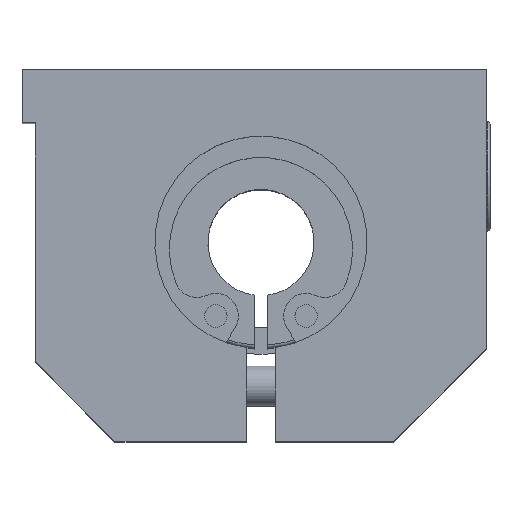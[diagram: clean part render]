
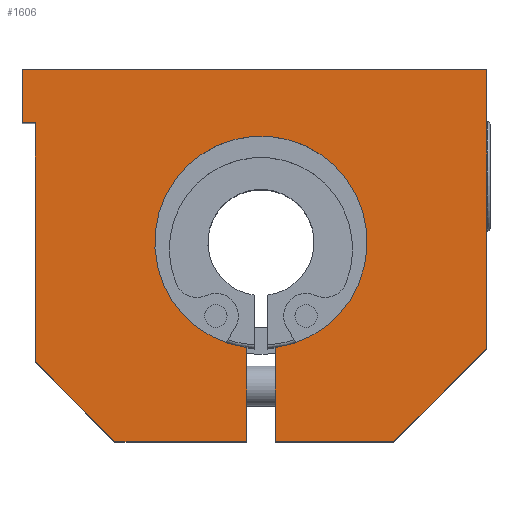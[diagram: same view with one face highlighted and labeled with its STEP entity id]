
A CAD part, top view. The second image highlights one B-rep face of the part: STEP entity #1606.
In plain terms, the highlighted planar face has unit normal (0, 0, 1).
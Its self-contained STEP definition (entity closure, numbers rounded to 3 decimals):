
#110=PLANE('',#1836);
#183=FACE_OUTER_BOUND('',#286,.T.);
#286=EDGE_LOOP('',(#1329,#1330,#1331,#1332,#1333,#1334,#1335,#1336,#1337,
#1338,#1339,#1340));
#349=LINE('',#2489,#491);
#354=LINE('',#2498,#496);
#364=LINE('',#2528,#506);
#400=LINE('',#2688,#542);
#402=LINE('',#2692,#544);
#408=LINE('',#2709,#550);
#412=LINE('',#2716,#554);
#420=LINE('',#2744,#562);
#424=LINE('',#2750,#566);
#425=LINE('',#2752,#567);
#426=LINE('',#2753,#568);
#491=VECTOR('',#1997,10.);
#496=VECTOR('',#2004,10.);
#506=VECTOR('',#2030,10.);
#542=VECTOR('',#2150,10.);
#544=VECTOR('',#2154,10.);
#550=VECTOR('',#2168,10.);
#554=VECTOR('',#2174,10.);
#562=VECTOR('',#2210,10.);
#566=VECTOR('',#2216,10.);
#567=VECTOR('',#2219,10.);
#568=VECTOR('',#2220,10.);
#651=CIRCLE('',#1833,8.);
#708=VERTEX_POINT('',#2485);
#710=VERTEX_POINT('',#2488);
#712=VERTEX_POINT('',#2494);
#724=VERTEX_POINT('',#2525);
#725=VERTEX_POINT('',#2527);
#767=VERTEX_POINT('',#2686);
#768=VERTEX_POINT('',#2690);
#774=VERTEX_POINT('',#2706);
#775=VERTEX_POINT('',#2708);
#777=VERTEX_POINT('',#2714);
#782=VERTEX_POINT('',#2739);
#783=VERTEX_POINT('',#2743);
#872=EDGE_CURVE('',#708,#710,#349,.T.);
#877=EDGE_CURVE('',#710,#712,#354,.T.);
#891=EDGE_CURVE('',#725,#724,#364,.T.);
#951=EDGE_CURVE('',#767,#708,#400,.T.);
#953=EDGE_CURVE('',#767,#768,#402,.T.);
#961=EDGE_CURVE('',#775,#774,#408,.T.);
#965=EDGE_CURVE('',#777,#774,#412,.T.);
#976=EDGE_CURVE('',#782,#725,#651,.T.);
#978=EDGE_CURVE('',#783,#782,#420,.T.);
#982=EDGE_CURVE('',#783,#768,#424,.T.);
#983=EDGE_CURVE('',#712,#777,#425,.T.);
#984=EDGE_CURVE('',#775,#724,#426,.T.);
#1329=ORIENTED_EDGE('',*,*,#961,.T.);
#1330=ORIENTED_EDGE('',*,*,#965,.F.);
#1331=ORIENTED_EDGE('',*,*,#983,.F.);
#1332=ORIENTED_EDGE('',*,*,#877,.F.);
#1333=ORIENTED_EDGE('',*,*,#872,.F.);
#1334=ORIENTED_EDGE('',*,*,#951,.F.);
#1335=ORIENTED_EDGE('',*,*,#953,.T.);
#1336=ORIENTED_EDGE('',*,*,#982,.F.);
#1337=ORIENTED_EDGE('',*,*,#978,.T.);
#1338=ORIENTED_EDGE('',*,*,#976,.T.);
#1339=ORIENTED_EDGE('',*,*,#891,.T.);
#1340=ORIENTED_EDGE('',*,*,#984,.F.);
#1606=ADVANCED_FACE('',(#183),#110,.T.);
#1833=AXIS2_PLACEMENT_3D('',#2740,#2205,#2206);
#1836=AXIS2_PLACEMENT_3D('',#2751,#2217,#2218);
#1997=DIRECTION('',(-1.,0.,0.));
#2004=DIRECTION('',(0.,1.,0.));
#2030=DIRECTION('',(0.,-1.,0.));
#2150=DIRECTION('',(0.,1.,0.));
#2154=DIRECTION('',(0.707,-0.707,0.));
#2168=DIRECTION('',(0.707,0.707,0.));
#2174=DIRECTION('',(0.,-1.,0.));
#2205=DIRECTION('center_axis',(0.,0.,-1.));
#2206=DIRECTION('ref_axis',(1.,0.,0.));
#2210=DIRECTION('',(0.,1.,0.));
#2216=DIRECTION('',(-1.,0.,0.));
#2217=DIRECTION('center_axis',(0.,0.,1.));
#2218=DIRECTION('ref_axis',(1.,0.,0.));
#2219=DIRECTION('',(1.,0.,0.));
#2220=DIRECTION('',(-1.,0.,0.));
#2485=CARTESIAN_POINT('',(-17.,10.,16.));
#2488=CARTESIAN_POINT('',(-18.,10.,16.));
#2489=CARTESIAN_POINT('',(-17.,10.,16.));
#2494=CARTESIAN_POINT('',(-18.,14.,16.));
#2498=CARTESIAN_POINT('',(-18.,10.,16.));
#2525=CARTESIAN_POINT('',(1.075,-14.,16.));
#2527=CARTESIAN_POINT('',(1.075,-6.927,16.));
#2528=CARTESIAN_POINT('',(1.075,-7.,16.));
#2686=CARTESIAN_POINT('',(-17.,-8.,16.));
#2688=CARTESIAN_POINT('',(-17.,-14.,16.));
#2690=CARTESIAN_POINT('',(-11.,-14.,16.));
#2692=CARTESIAN_POINT('',(-11.75,-13.25,16.));
#2706=CARTESIAN_POINT('',(17.,-7.,16.));
#2708=CARTESIAN_POINT('',(10.,-14.,16.));
#2709=CARTESIAN_POINT('',(14.5,-9.5,16.));
#2714=CARTESIAN_POINT('',(17.,14.,16.));
#2716=CARTESIAN_POINT('',(17.,14.,16.));
#2739=CARTESIAN_POINT('',(-1.075,-6.927,16.));
#2740=CARTESIAN_POINT('Origin',(0.,1.,16.));
#2743=CARTESIAN_POINT('',(-1.075,-14.,16.));
#2744=CARTESIAN_POINT('',(-1.075,-3.464,16.));
#2750=CARTESIAN_POINT('',(17.,-14.,16.));
#2751=CARTESIAN_POINT('Origin',(0.,0.,
16.));
#2752=CARTESIAN_POINT('',(-17.,14.,16.));
#2753=CARTESIAN_POINT('',(17.,-14.,16.));
